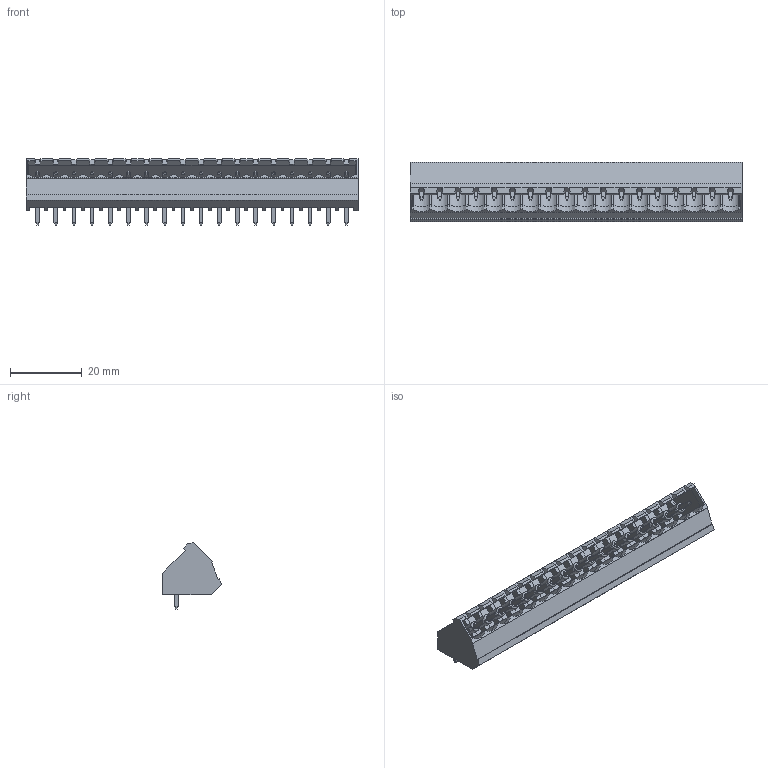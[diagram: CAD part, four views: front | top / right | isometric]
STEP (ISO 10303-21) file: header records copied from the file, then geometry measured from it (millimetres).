
FILE_DESCRIPTION( ( 'Unknown' ), '1' );
FILE_NAME( '691314520118.stp', 'Unknown', ( 'Unknown' ), ( 'Unknown' ), 'PSStep 15.0.49', 'Unknown', ' ' );
FILE_SCHEMA( ( 'AUTOMOTIVE_DESIGN { 1 0 10303 214 1 1 1 1 }' ) );
Length unit declared in the file: millimetre
Products named in the file (3): Assem1; 6913145201xx_PIN; 691314520118
Assembly tree (19 placements, depth 2):
  Assem1
    6913145201xx_PIN  x18
    691314520118
Bounding box: 92.84 x 16.5 x 18.6 mm (x, y, z)
Volume: 5710.5 mm3; surface area: 12799.1 mm2
Topology: 19 solids, 19 shells, 1052 faces, 2858 edges, 1826 vertices
Faces by surface type: plane 980, cylinder 36, cone 18, torus 18
Full cylindrical faces by diameter (mm): 2.75 x18
Entity records: 31722 total; most frequent: CARTESIAN_POINT 4764, ORIENTED_EDGE 4452, DIRECTION 4024, EDGE_CURVE 2226, LINE 1920, VECTOR 1920, VERTEX_POINT 1468, AXIS2_PLACEMENT_3D 1052
